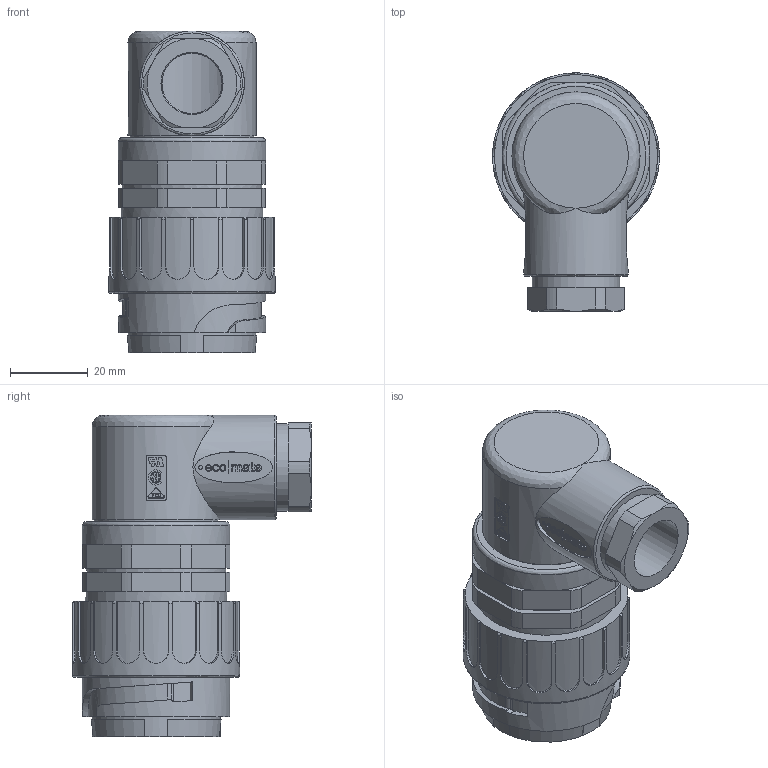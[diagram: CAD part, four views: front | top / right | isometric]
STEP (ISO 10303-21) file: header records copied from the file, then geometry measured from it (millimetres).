
FILE_DESCRIPTION(/* description */ (''),/* implementation_level */ '2;1');
FILE_NAME(/* name */ 'c016 10k014 004 2nxm001-01.stp',/* time_stamp */ '2018-10-17T16:26:04+02:00',/* author */ (''),/* organization */ (''),/* preprocessor_version */ 'ST-DEVELOPER v16',/* originating_system */ 'SIEMENS PLM Software NX 11.0',/* authorisation */ '');
FILE_SCHEMA (('AUTOMOTIVE_DESIGN { 1 0 10303 214 3 1 1 1 }'));
Products named in the file (1): mtol11A4CD26qeh2
Bounding box: 43 x 61.5 x 83 mm (x, y, z)
Volume: 62525.8 mm3; surface area: 38191.1 mm2
Topology: 1 solids, 4 shells, 1540 faces, 4065 edges, 2683 vertices
Faces by surface type: plane 953, cylinder 323, extrusion 128, bspline 103, cone 32, torus 1
Full cylindrical faces by diameter (mm): 1 x1, 3 x2, 3.3 x11, 4 x11, 4.6 x7, 5 x1, 15.5 x1, 16 x1, 21.2 x1, 22.5 x1, 24 x1, 27 x2, 27.1 x2, 29.1 x1, 30 x1, 30.2 x2, 30.5 x1, 31 x1, 31.8 x1, 33 x4, 33.2 x1, 33.5 x1, 34 x1, 34.5 x1, 36 x1, 36.5 x2, 38 x3, 38.2 x1, 43 x1
Entity records: 60559 total; most frequent: CARTESIAN_POINT 16157, ORIENTED_EDGE 7872, DIRECTION 6400, EDGE_CURVE 3936, VERTEX_POINT 2640, VECTOR 2270, LINE 2142, AXIS2_PLACEMENT_3D 2065
